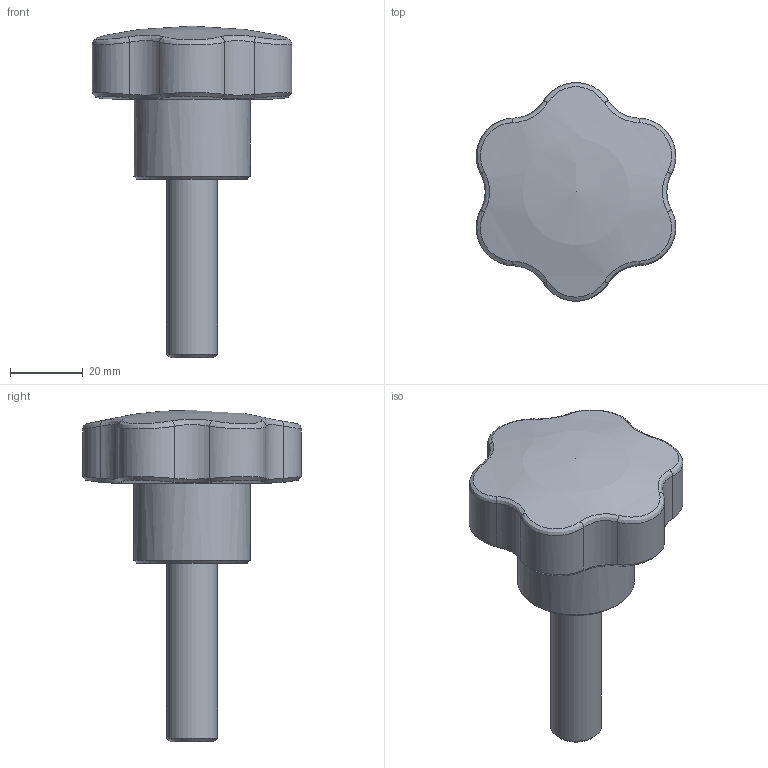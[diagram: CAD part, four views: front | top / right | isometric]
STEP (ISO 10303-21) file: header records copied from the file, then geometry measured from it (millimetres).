
FILE_DESCRIPTION( ( 'Unknown' ), '1' );
FILE_NAME( '6112440_VP70_M14x50.stp', 'Unknown', ( 'Unknown' ), ( 'Unknown' ), 'PSStep 11.0', 'Unknown', ' ' );
FILE_SCHEMA( ( 'AUTOMOTIVE_DESIGN { 1 0 10303 214 1 1 1 1 }' ) );
Length unit declared in the file: millimetre
Products named in the file (1): 6112440
Bounding box: 54.77 x 60 x 91 mm (x, y, z)
Volume: 60778.2 mm3; surface area: 17241.3 mm2
Topology: 1 solids, 2 shells, 82 faces, 240 edges, 151 vertices
Faces by surface type: plane 35, bspline 25, cylinder 16, cone 3, torus 2, sphere 1
Full cylindrical faces by diameter (mm): 14 x2, 24.49 x1, 32 x1
Entity records: 7773 total; most frequent: CARTESIAN_POINT 5242, ORIENTED_EDGE 442, DIRECTION 300, EDGE_CURVE 221, VERTEX_POINT 143, AXIS2_PLACEMENT_3D 117, EDGE_LOOP 96, B_SPLINE_CURVE_WITH_KNOTS 96
